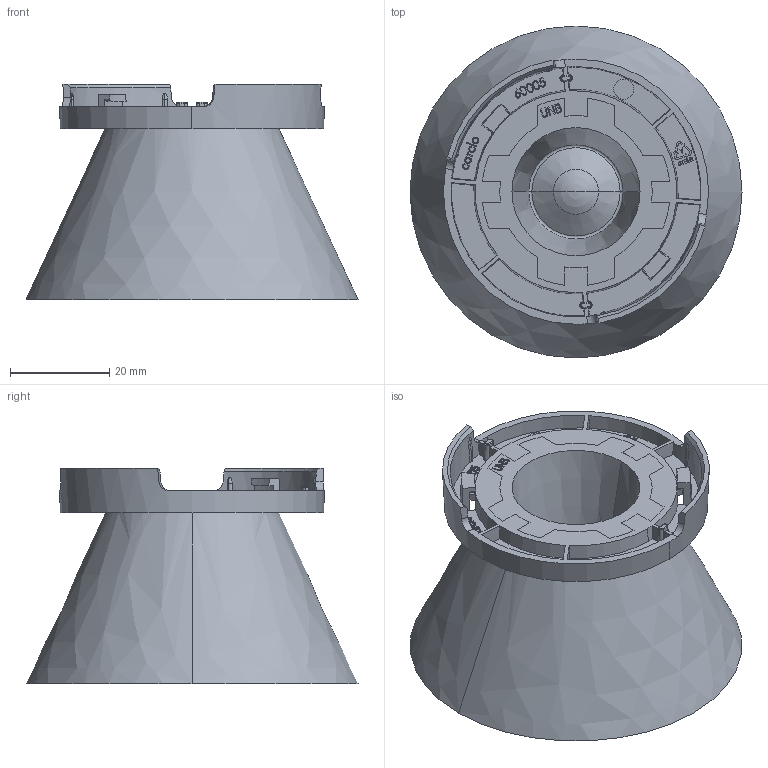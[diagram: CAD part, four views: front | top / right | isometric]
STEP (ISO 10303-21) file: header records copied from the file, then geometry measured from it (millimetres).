
FILE_DESCRIPTION (( 'STEP AP203' ), '1' );
FILE_NAME ('60032_Rev-1_BJB_UNB_Customer.STEP', '2018-03-19T11:51:56', ( '' ), ( '' ), 'SwSTEP 2.0', 'SolidWorks 2017', '' );
FILE_SCHEMA (( 'CONFIG_CONTROL_DESIGN' ));
Length unit declared in the file: millimetre
Products named in the file (3): 60051_Rev-1_TE-MOLEX-BJB_SI_UNB_Customer; 60005_Rev-1_Silicone_CoB_Holder_BJB; 60032_Rev-1_BJB_UNB_Customer
Assembly tree (2 placements, depth 2):
  60032_Rev-1_BJB_UNB_Customer
    60051_Rev-1_TE-MOLEX-BJB_SI_UNB_Customer
    60005_Rev-1_Silicone_CoB_Holder_BJB
Bounding box: 67 x 67 x 43.5 mm (x, y, z)
Volume: 67242.1 mm3; surface area: 18605.8 mm2
Topology: 2 solids, 2 shells, 592 faces, 1593 edges, 1038 vertices
Faces by surface type: plane 324, bspline 143, cone 83, torus 24, cylinder 18
Entity records: 26165 total; most frequent: CARTESIAN_POINT 12515, ORIENTED_EDGE 3182, DIRECTION 2159, EDGE_CURVE 1591, VERTEX_POINT 1038, AXIS2_PLACEMENT_3D 767, EDGE_LOOP 633, B_SPLINE_CURVE_WITH_KNOTS 633
